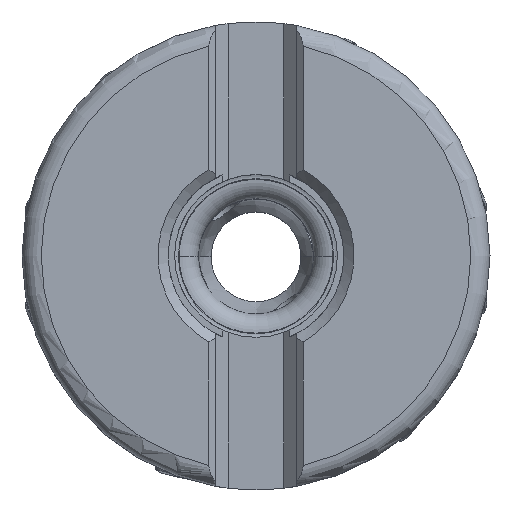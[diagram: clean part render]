
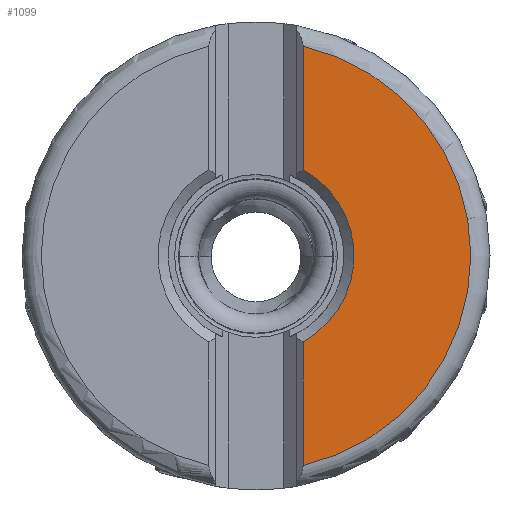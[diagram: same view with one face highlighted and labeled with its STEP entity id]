
A CAD part, top view. The second image highlights one B-rep face of the part: STEP entity #1099.
In plain terms, the highlighted planar face has unit normal (0, 0, 1).
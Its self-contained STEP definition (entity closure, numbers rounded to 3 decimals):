
#616=PLANE('',#17557);
#1099=ADVANCED_FACE('',(#2408),#616,.T.);
#2408=FACE_OUTER_BOUND('',#3319,.T.);
#3319=EDGE_LOOP('',(#9038,#9039,#9040,#9041));
#4347=LINE('',#34019,#5226);
#4348=LINE('',#34023,#5227);
#5226=VECTOR('',#20735,1.);
#5227=VECTOR('',#20740,1.);
#6017=CIRCLE('',#17552,16.757);
#6019=CIRCLE('',#17556,7.65);
#9038=ORIENTED_EDGE('',*,*,#14629,.F.);
#9039=ORIENTED_EDGE('',*,*,#14630,.T.);
#9040=ORIENTED_EDGE('',*,*,#14622,.F.);
#9041=ORIENTED_EDGE('',*,*,#14628,.T.);
#12554=VERTEX_POINT('',#33975);
#12555=VERTEX_POINT('',#33976);
#12558=VERTEX_POINT('',#34018);
#12559=VERTEX_POINT('',#34022);
#14622=EDGE_CURVE('',#12554,#12555,#6017,.T.);
#14628=EDGE_CURVE('',#12554,#12558,#4347,.T.);
#14629=EDGE_CURVE('',#12559,#12558,#6019,.T.);
#14630=EDGE_CURVE('',#12559,#12555,#4348,.T.);
#17552=AXIS2_PLACEMENT_3D('',#33974,#20729,#20730);
#17556=AXIS2_PLACEMENT_3D('',#34021,#20738,#20739);
#17557=AXIS2_PLACEMENT_3D('',#34024,#20741,#20742);
#20729=DIRECTION('',(0.,0.,-1.));
#20730=DIRECTION('',(0.219,0.976,0.));
#20735=DIRECTION('',(0.,-1.,0.));
#20738=DIRECTION('',(0.,0.,1.));
#20739=DIRECTION('',(0.48,-0.877,0.));
#20740=DIRECTION('',(0.,-1.,0.));
#20741=DIRECTION('',(0.,0.,1.));
#20742=DIRECTION('',(-1.,0.,0.));
#33974=CARTESIAN_POINT('',(0.,0.,0.));
#33975=CARTESIAN_POINT('',(3.675,16.349,0.));
#33976=CARTESIAN_POINT('',(3.675,-16.349,0.));
#34018=CARTESIAN_POINT('',(3.675,6.709,0.));
#34019=CARTESIAN_POINT('',(3.675,16.349,0.));
#34021=CARTESIAN_POINT('',(0.,0.,0.));
#34022=CARTESIAN_POINT('',(3.675,-6.709,0.));
#34023=CARTESIAN_POINT('',(3.675,-6.709,0.));
#34024=CARTESIAN_POINT('',(10.217,0.,0.));
